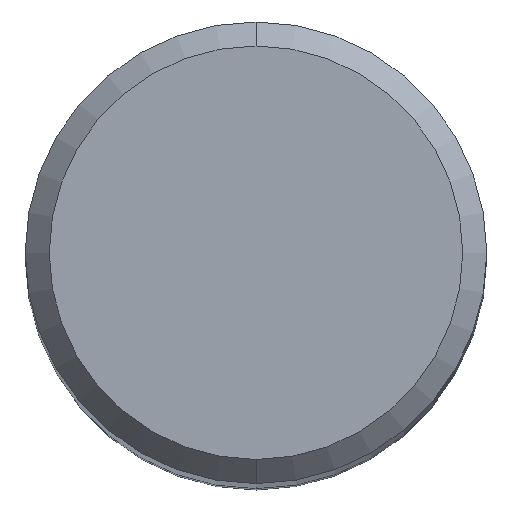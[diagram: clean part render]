
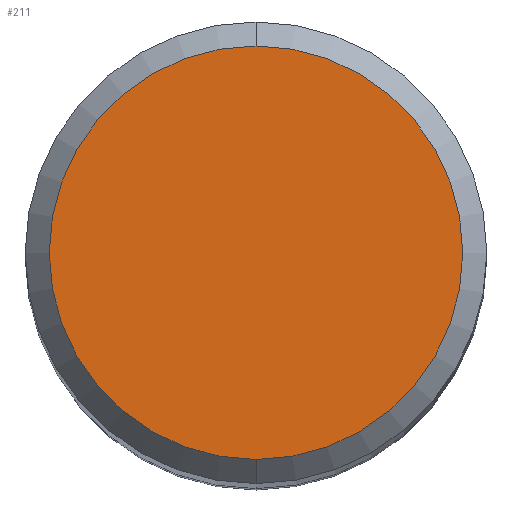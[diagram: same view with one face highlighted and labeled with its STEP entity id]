
A CAD part, top view. The second image highlights one B-rep face of the part: STEP entity #211.
In plain terms, the highlighted planar face has unit normal (0, 0, 1).
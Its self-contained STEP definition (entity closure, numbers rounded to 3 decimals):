
#211=ADVANCED_FACE('',(#450),#451,.T.);
#243=VERTEX_POINT('',#487);
#271=EDGE_CURVE('',#243,#319,#519,.T.);
#319=VERTEX_POINT('',#572);
#325=EDGE_CURVE('',#319,#243,#580,.T.);
#450=FACE_OUTER_BOUND('',#728,.T.);
#451=PLANE('',#729);
#487=CARTESIAN_POINT('',(0.0,4.3,0.0));
#519=CIRCLE('',#821,4.3);
#572=CARTESIAN_POINT('',(0.,-4.3,0.0));
#580=CIRCLE('',#893,4.3);
#728=EDGE_LOOP('',(#1037,#1038));
#729=AXIS2_PLACEMENT_3D('',#1039,#1040,#1041);
#821=AXIS2_PLACEMENT_3D('',#1132,#1133,#1134);
#893=AXIS2_PLACEMENT_3D('',#1201,#1202,#1203);
#1037=ORIENTED_EDGE('',*,*,#271,.F.);
#1038=ORIENTED_EDGE('',*,*,#325,.F.);
#1039=CARTESIAN_POINT('',(0.0,2.15,0.0));
#1040=DIRECTION('',(-0.0,0.0,1.0));
#1041=DIRECTION('',(0.0,-1.0,0.0));
#1132=CARTESIAN_POINT('',(0.0,0.0,0.0));
#1133=DIRECTION('',(0.0,0.0,-1.0));
#1134=DIRECTION('',(0.0,1.0,0.0));
#1201=CARTESIAN_POINT('',(0.0,0.0,0.0));
#1202=DIRECTION('',(0.0,0.0,-1.0));
#1203=DIRECTION('',(0.0,1.0,0.0));
